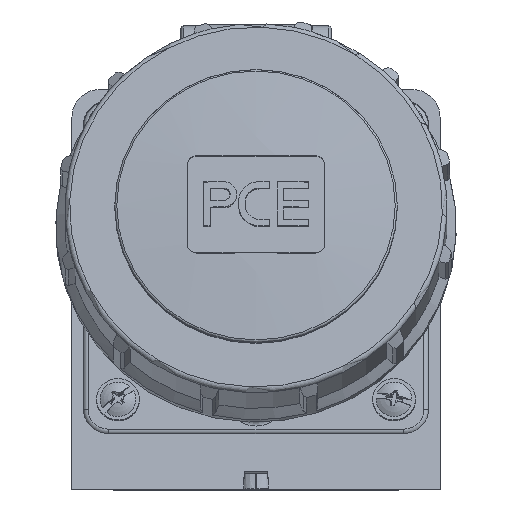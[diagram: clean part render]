
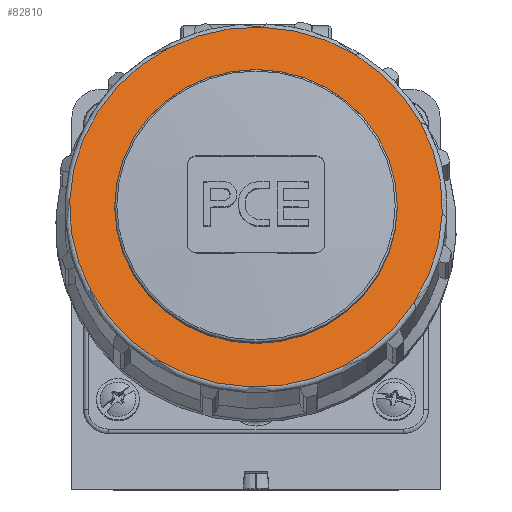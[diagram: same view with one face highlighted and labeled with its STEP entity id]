
A CAD part, top view. The second image highlights one B-rep face of the part: STEP entity #82810.
In plain terms, the highlighted planar face has unit normal (0, 0.259, 0.966).
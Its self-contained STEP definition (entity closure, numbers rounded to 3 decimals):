
#768 = CARTESIAN_POINT ( 'NONE',  ( -33.842, 39.652, 84.405 ) ) ;
#3588 = EDGE_CURVE ( 'NONE', #52136, #52136, #73951, .T. ) ;
#8483 = EDGE_LOOP ( 'NONE', ( #79172 ) ) ;
#10885 = FACE_OUTER_BOUND ( 'NONE', #8483, .T. ) ;
#19107 = DIRECTION ( 'NONE',  ( 0., 0.259, 0.966 ) ) ;
#23075 = AXIS2_PLACEMENT_3D ( 'NONE', #71726, #78664, #37021 ) ;
#23111 = PLANE ( 'NONE',  #23075 ) ;
#31247 = DIRECTION ( 'NONE',  ( 0., -0.966, 0.259 ) ) ;
#31845 = DIRECTION ( 'NONE',  ( 0., -0.259, -0.966 ) ) ;
#32143 = CARTESIAN_POINT ( 'NONE',  ( 0.504, 18.921, 89.96 ) ) ;
#33397 = AXIS2_PLACEMENT_3D ( 'NONE', #60679, #19107, #67665 ) ;
#37021 = DIRECTION ( 'NONE',  ( -0.848, 0.512, -0.137 ) ) ;
#47652 = EDGE_CURVE ( 'NONE', #64118, #64118, #52021, .T. ) ;
#47796 = FACE_BOUND ( 'NONE', #86864, .T. ) ;
#49672 = ORIENTED_EDGE ( 'NONE', *, *, #3588, .T. ) ;
#52021 = CIRCLE ( 'NONE', #33397, 40.5 ) ;
#52136 = VERTEX_POINT ( 'NONE', #62914 ) ;
#60679 = CARTESIAN_POINT ( 'NONE',  ( 0.504, 18.921, 89.96 ) ) ;
#62914 = CARTESIAN_POINT ( 'NONE',  ( 0.504, -10.733, 97.906 ) ) ;
#64118 = VERTEX_POINT ( 'NONE', #768 ) ;
#67665 = DIRECTION ( 'NONE',  ( -0.848, 0.512, -0.137 ) ) ;
#71726 = CARTESIAN_POINT ( 'NONE',  ( -15.447, -5.735, 96.567 ) ) ;
#73951 = CIRCLE ( 'NONE', #89794, 30.7 ) ;
#78664 = DIRECTION ( 'NONE',  ( 0., 0.259, 0.966 ) ) ;
#79172 = ORIENTED_EDGE ( 'NONE', *, *, #47652, .T. ) ;
#82810 = ADVANCED_FACE ( 'NONE', ( #10885, #47796 ), #23111, .T. ) ;
#86864 = EDGE_LOOP ( 'NONE', ( #49672 ) ) ;
#89794 = AXIS2_PLACEMENT_3D ( 'NONE', #32143, #31845, #31247 ) ;
